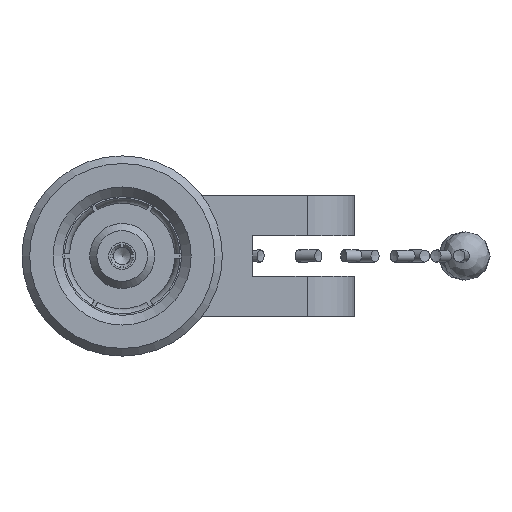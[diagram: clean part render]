
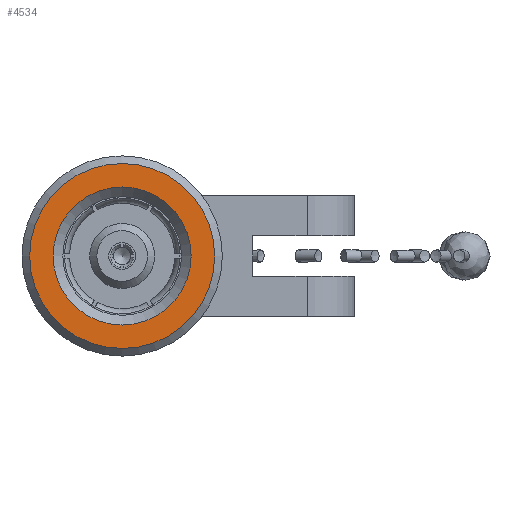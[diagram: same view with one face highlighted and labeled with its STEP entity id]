
A CAD part, left-side view. The second image highlights one B-rep face of the part: STEP entity #4534.
In plain terms, the highlighted planar face has unit normal (-1, 0, 0).
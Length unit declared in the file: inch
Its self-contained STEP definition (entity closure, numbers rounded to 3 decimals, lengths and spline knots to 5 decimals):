
#8 = EDGE_CURVE ( 'NONE', #2355, #2355, #4724, .T. ) ;
#1612 = AXIS2_PLACEMENT_3D ( 'NONE', #6748, #8051, #3448 ) ;
#2220 = CIRCLE ( 'NONE', #5829, 0.11542 ) ;
#2252 = EDGE_CURVE ( 'NONE', #6183, #6183, #2220, .T. ) ;
#2355 = VERTEX_POINT ( 'NONE', #4726 ) ;
#2669 = DIRECTION ( 'NONE',  ( 1., 0., 0. ) ) ;
#3448 = DIRECTION ( 'NONE',  ( 0., 1., 0. ) ) ;
#4172 = AXIS2_PLACEMENT_3D ( 'NONE', #8217, #4273, #6892 ) ;
#4175 = CARTESIAN_POINT ( 'NONE',  ( 0., 0.11542, 0. ) ) ;
#4273 = DIRECTION ( 'NONE',  ( -1., 0., 0. ) ) ;
#4534 = ADVANCED_FACE ( 'NONE', ( #7940, #5619 ), #8273, .T. ) ;
#4724 = CIRCLE ( 'NONE', #1612, 0.08614 ) ;
#4726 = CARTESIAN_POINT ( 'NONE',  ( 0., 0.08614, 0. ) ) ;
#5339 = DIRECTION ( 'NONE',  ( 0., 1., 0. ) ) ;
#5619 = FACE_OUTER_BOUND ( 'NONE', #6046, .T. ) ;
#5829 = AXIS2_PLACEMENT_3D ( 'NONE', #6644, #2669, #5339 ) ;
#5915 = ORIENTED_EDGE ( 'NONE', *, *, #8, .T. ) ;
#6046 = EDGE_LOOP ( 'NONE', ( #7278 ) ) ;
#6183 = VERTEX_POINT ( 'NONE', #4175 ) ;
#6601 = EDGE_LOOP ( 'NONE', ( #5915 ) ) ;
#6644 = CARTESIAN_POINT ( 'NONE',  ( 0., 0., 0. ) ) ;
#6748 = CARTESIAN_POINT ( 'NONE',  ( 0., 0., 0. ) ) ;
#6892 = DIRECTION ( 'NONE',  ( 0., -1., 0. ) ) ;
#7278 = ORIENTED_EDGE ( 'NONE', *, *, #2252, .F. ) ;
#7940 = FACE_BOUND ( 'NONE', #6601, .T. ) ;
#8051 = DIRECTION ( 'NONE',  ( 1., 0., 0. ) ) ;
#8217 = CARTESIAN_POINT ( 'NONE',  ( 0., 0.08614, 0. ) ) ;
#8273 = PLANE ( 'NONE',  #4172 ) ;
